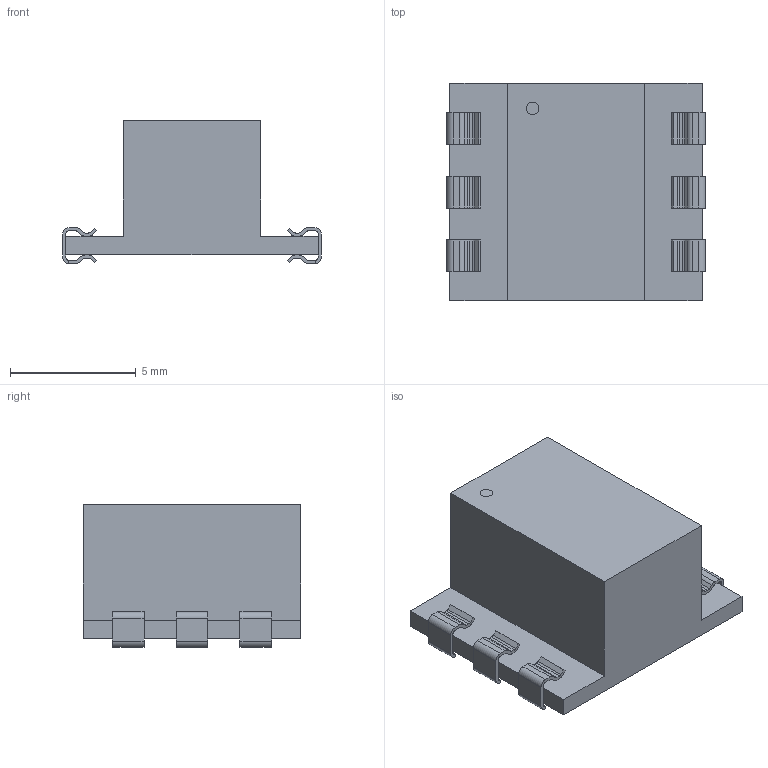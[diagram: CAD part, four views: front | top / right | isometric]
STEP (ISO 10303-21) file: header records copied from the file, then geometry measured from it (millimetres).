
FILE_DESCRIPTION((''),'2;1');
FILE_NAME('MINI-CIRCUITS_QQQ569.stp','2015-07-13T17:32:10',(''),(''),'Mechanical Desktop 2011','Mechanical Desktop 2011',', , ');
FILE_SCHEMA(('AUTOMOTIVE_DESIGN { 1 2 10303 214 1 1 1 1 }'));
Length unit declared in the file: millimetre
Products named in the file (1): Product
Bounding box: 10.29 x 8.64 x 5.68 mm (x, y, z)
Volume: 284.2 mm3; surface area: 388.7 mm2
Topology: 8 solids, 8 shells, 269 faces, 757 edges, 505 vertices
Faces by surface type: plane 169, cylinder 100
Entity records: 8778 total; most frequent: CARTESIAN_POINT 1567, ORIENTED_EDGE 1512, DIRECTION 1498, EDGE_CURVE 756, VECTOR 532, LINE 532, VERTEX_POINT 504, AXIS2_PLACEMENT_3D 483
